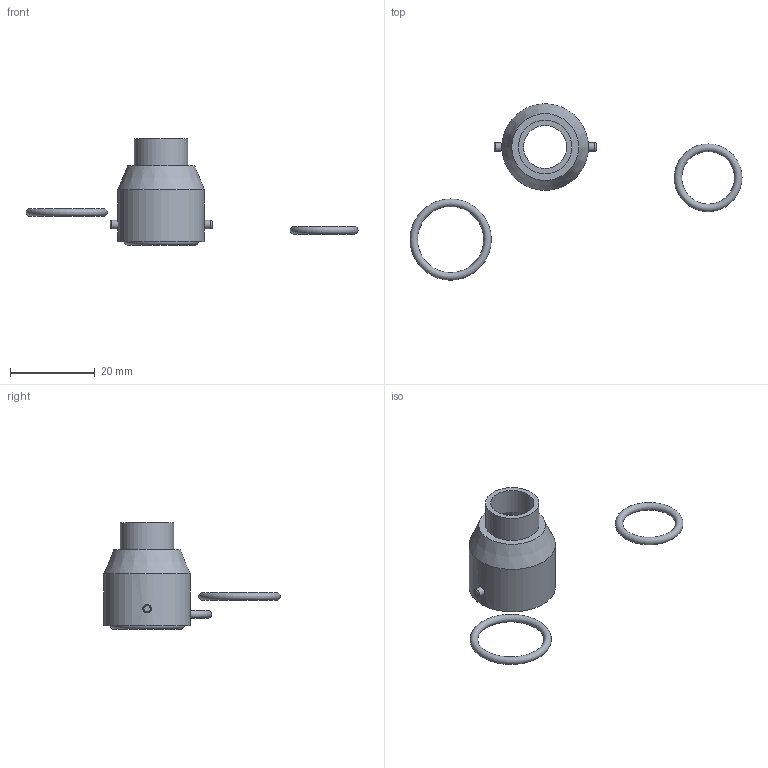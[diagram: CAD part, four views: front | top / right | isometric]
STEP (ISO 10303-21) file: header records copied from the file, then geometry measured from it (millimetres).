
FILE_DESCRIPTION(/* description */ ('STEP AP242','CAx-IF Rec.Pracs.---Representation and Presentation of Product Manufacturing Information (PMI)---4.0---2014-10-13','CAx-IF Rec.Pracs.---3D Tessellated Geometry---0.4---2014-09-14','2;1'),/* implementation_level */ '2;1');
FILE_NAME(/* name */ '674dc8131c523460d7c57c1c',/* time_stamp */ '2024-12-02T14:45:39Z',/* author */ (''),/* organization */ (''),/* preprocessor_version */ 'ST-DEVELOPER v20',/* originating_system */ 'ONSHAPE BY PTC INC, 1.190',/* authorisation */ ' ');
FILE_SCHEMA (('AP242_MANAGED_MODEL_BASED_3D_ENGINEERING_MIM_LF { 1 0 10303 442 1 1 4 }'));
Length unit declared in the file: metre
Products named in the file (5): Assembly 1; Part 1; MALE CONNECTOR V2
Assembly tree (4 placements, depth 2):
  Assembly 1
    Part 1
    Part 1
    MALE CONNECTOR V2
    Part 1
Bounding box: 78.24 x 41.57 x 25.03 mm (x, y, z)
Volume: 3718.5 mm3; surface area: 3670.1 mm2
Topology: 4 solids, 4 shells, 23 faces, 44 edges, 28 vertices
Faces by surface type: cylinder 8, plane 8, torus 5, cone 2
Full cylindrical faces by diameter (mm): 2 x2, 10.16 x1, 12.6 x2, 15 x1, 18.6 x1, 20.4 x1
Entity records: 586 total; most frequent: DIRECTION 92, CARTESIAN_POINT 91, AXIS2_PLACEMENT_3D 46, FACE_BOUND 43, ORIENTED_EDGE 40, EDGE_LOOP 40, VERTEX_POINT 23, ADVANCED_FACE 23
